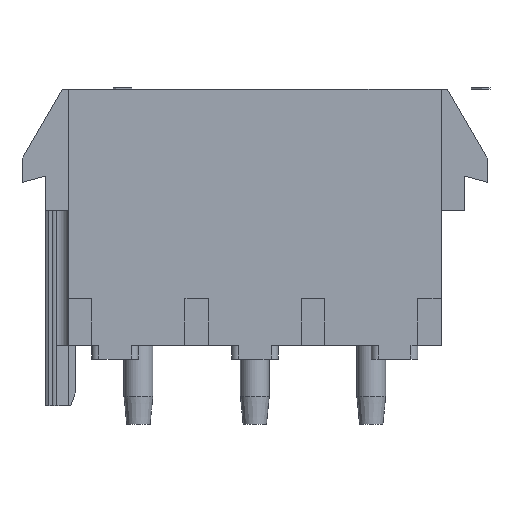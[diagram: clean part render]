
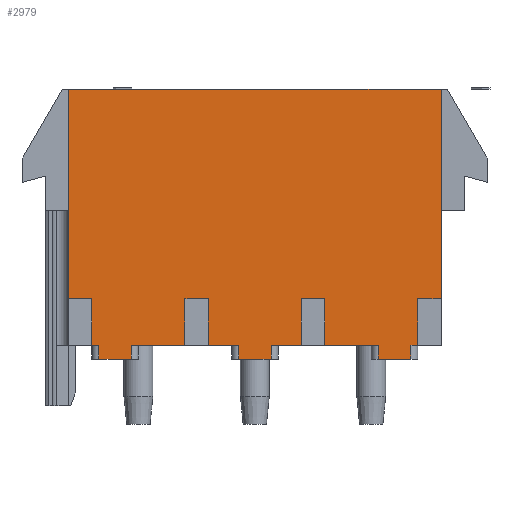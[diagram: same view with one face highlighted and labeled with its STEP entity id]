
A CAD part, front view. The second image highlights one B-rep face of the part: STEP entity #2979.
In plain terms, the highlighted planar face has unit normal (0, -1, 0).
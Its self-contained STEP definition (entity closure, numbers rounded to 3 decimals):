
#246=DIRECTION('',(0.,0.,-1.));
#247=VECTOR('',#246,11.43);
#248=CARTESIAN_POINT('',(-10.16,-3.81,0.));
#249=LINE('',#248,#247);
#444=DIRECTION('',(1.,0.,0.));
#445=VECTOR('',#444,0.381);
#446=CARTESIAN_POINT('',(-8.89,-3.81,-13.97));
#447=LINE('',#446,#445);
#462=DIRECTION('',(1.,0.,0.));
#463=VECTOR('',#462,2.921);
#464=CARTESIAN_POINT('',(-6.731,-3.81,-13.97));
#465=LINE('',#464,#463);
#470=DIRECTION('',(1.,0.,0.));
#471=VECTOR('',#470,1.651);
#472=CARTESIAN_POINT('',(-2.54,-3.81,-13.97));
#473=LINE('',#472,#471);
#488=DIRECTION('',(1.,0.,0.));
#489=VECTOR('',#488,1.651);
#490=CARTESIAN_POINT('',(0.889,-3.81,-13.97));
#491=LINE('',#490,#489);
#496=DIRECTION('',(1.,0.,0.));
#497=VECTOR('',#496,2.921);
#498=CARTESIAN_POINT('',(3.81,-3.81,-13.97));
#499=LINE('',#498,#497);
#514=DIRECTION('',(1.,0.,0.));
#515=VECTOR('',#514,0.381);
#516=CARTESIAN_POINT('',(8.509,-3.81,-13.97));
#517=LINE('',#516,#515);
#739=DIRECTION('',(0.,0.,-1.));
#740=VECTOR('',#739,0.762);
#741=CARTESIAN_POINT('',(0.889,-3.81,-13.97));
#742=LINE('',#741,#740);
#743=DIRECTION('',(0.,0.,1.));
#744=VECTOR('',#743,2.54);
#745=CARTESIAN_POINT('',(-2.54,-3.81,-13.97));
#746=LINE('',#745,#744);
#747=DIRECTION('',(1.,0.,0.));
#748=VECTOR('',#747,1.27);
#749=CARTESIAN_POINT('',(-3.81,-3.81,-11.43));
#750=LINE('',#749,#748);
#751=DIRECTION('',(0.,0.,1.));
#752=VECTOR('',#751,2.54);
#753=CARTESIAN_POINT('',(-3.81,-3.81,-13.97));
#754=LINE('',#753,#752);
#755=DIRECTION('',(0.,0.,-1.));
#756=VECTOR('',#755,0.762);
#757=CARTESIAN_POINT('',(-6.731,-3.81,-13.97));
#758=LINE('',#757,#756);
#759=DIRECTION('',(0.,0.,1.));
#760=VECTOR('',#759,2.54);
#761=CARTESIAN_POINT('',(-8.89,-3.81,-13.97));
#762=LINE('',#761,#760);
#763=DIRECTION('',(1.,0.,0.));
#764=VECTOR('',#763,1.27);
#765=CARTESIAN_POINT('',(-10.16,-3.81,-11.43));
#766=LINE('',#765,#764);
#767=DIRECTION('',(1.,0.,0.));
#768=VECTOR('',#767,20.32);
#769=CARTESIAN_POINT('',(-10.16,-3.81,0.));
#770=LINE('',#769,#768);
#771=DIRECTION('',(-1.,0.,0.));
#772=VECTOR('',#771,1.27);
#773=CARTESIAN_POINT('',(10.16,-3.81,-11.43));
#774=LINE('',#773,#772);
#775=DIRECTION('',(0.,0.,1.));
#776=VECTOR('',#775,2.54);
#777=CARTESIAN_POINT('',(8.89,-3.81,-13.97));
#778=LINE('',#777,#776);
#779=DIRECTION('',(0.,0.,-1.));
#780=VECTOR('',#779,0.762);
#781=CARTESIAN_POINT('',(8.509,-3.81,-13.97));
#782=LINE('',#781,#780);
#783=DIRECTION('',(0.,0.,1.));
#784=VECTOR('',#783,2.54);
#785=CARTESIAN_POINT('',(3.81,-3.81,-13.97));
#786=LINE('',#785,#784);
#787=DIRECTION('',(1.,0.,0.));
#788=VECTOR('',#787,1.27);
#789=CARTESIAN_POINT('',(2.54,-3.81,-11.43));
#790=LINE('',#789,#788);
#791=DIRECTION('',(0.,0.,1.));
#792=VECTOR('',#791,2.54);
#793=CARTESIAN_POINT('',(2.54,-3.81,-13.97));
#794=LINE('',#793,#792);
#803=DIRECTION('',(0.,0.,-1.));
#804=VECTOR('',#803,0.762);
#805=CARTESIAN_POINT('',(-0.889,-3.81,-13.97));
#806=LINE('',#805,#804);
#812=DIRECTION('',(-1.,0.,0.));
#813=VECTOR('',#812,1.778);
#814=CARTESIAN_POINT('',(-6.731,-3.81,-14.732));
#815=LINE('',#814,#813);
#866=DIRECTION('',(-1.,0.,0.));
#867=VECTOR('',#866,1.778);
#868=CARTESIAN_POINT('',(0.889,-3.81,-14.732));
#869=LINE('',#868,#867);
#879=DIRECTION('',(-1.,0.,0.));
#880=VECTOR('',#879,1.778);
#881=CARTESIAN_POINT('',(8.509,-3.81,-14.732));
#882=LINE('',#881,#880);
#915=DIRECTION('',(0.,0.,-1.));
#916=VECTOR('',#915,0.762);
#917=CARTESIAN_POINT('',(-8.509,-3.81,-13.97));
#918=LINE('',#917,#916);
#983=DIRECTION('',(0.,0.,-1.));
#984=VECTOR('',#983,11.43);
#985=CARTESIAN_POINT('',(10.16,-3.81,0.));
#986=LINE('',#985,#984);
#1163=DIRECTION('',(0.,0.,-1.));
#1164=VECTOR('',#1163,0.762);
#1165=CARTESIAN_POINT('',(6.731,-3.81,-13.97));
#1166=LINE('',#1165,#1164);
#1789=CARTESIAN_POINT('',(10.16,-3.81,0.));
#1790=VERTEX_POINT('',#1789);
#1807=CARTESIAN_POINT('',(8.89,-3.81,-13.97));
#1808=VERTEX_POINT('',#1807);
#1809=CARTESIAN_POINT('',(8.89,-3.81,-11.43));
#1810=VERTEX_POINT('',#1809);
#1811=CARTESIAN_POINT('',(10.16,-3.81,-11.43));
#1812=VERTEX_POINT('',#1811);
#1825=CARTESIAN_POINT('',(-10.16,-3.81,0.));
#1826=VERTEX_POINT('',#1825);
#1859=CARTESIAN_POINT('',(-10.16,-3.81,-11.43));
#1860=VERTEX_POINT('',#1859);
#1861=CARTESIAN_POINT('',(-8.89,-3.81,-13.97));
#1862=CARTESIAN_POINT('',(-8.509,-3.81,-13.97));
#1863=VERTEX_POINT('',#1861);
#1864=VERTEX_POINT('',#1862);
#1865=CARTESIAN_POINT('',(3.81,-3.81,-13.97));
#1866=CARTESIAN_POINT('',(6.731,-3.81,-13.97));
#1867=VERTEX_POINT('',#1865);
#1868=VERTEX_POINT('',#1866);
#1869=CARTESIAN_POINT('',(8.509,-3.81,-13.97));
#1870=VERTEX_POINT('',#1869);
#1927=CARTESIAN_POINT('',(2.54,-3.81,-13.97));
#1928=CARTESIAN_POINT('',(2.54,-3.81,-11.43));
#1929=VERTEX_POINT('',#1927);
#1930=VERTEX_POINT('',#1928);
#1931=CARTESIAN_POINT('',(3.81,-3.81,-11.43));
#1932=VERTEX_POINT('',#1931);
#1933=CARTESIAN_POINT('',(-8.89,-3.81,-11.43));
#1934=VERTEX_POINT('',#1933);
#1935=CARTESIAN_POINT('',(-3.81,-3.81,-13.97));
#1936=CARTESIAN_POINT('',(-3.81,-3.81,-11.43));
#1937=VERTEX_POINT('',#1935);
#1938=VERTEX_POINT('',#1936);
#1939=CARTESIAN_POINT('',(-2.54,-3.81,-11.43));
#1940=VERTEX_POINT('',#1939);
#1941=CARTESIAN_POINT('',(-2.54,-3.81,-13.97));
#1942=VERTEX_POINT('',#1941);
#1943=CARTESIAN_POINT('',(-0.889,-3.81,-13.97));
#1944=VERTEX_POINT('',#1943);
#1945=CARTESIAN_POINT('',(-8.509,-3.81,-14.732));
#1947=VERTEX_POINT('',#1945);
#1951=CARTESIAN_POINT('',(-6.731,-3.81,-14.732));
#1952=VERTEX_POINT('',#1951);
#1969=CARTESIAN_POINT('',(-0.889,-3.81,-14.732));
#1971=VERTEX_POINT('',#1969);
#1975=CARTESIAN_POINT('',(0.889,-3.81,-14.732));
#1976=VERTEX_POINT('',#1975);
#1977=CARTESIAN_POINT('',(8.509,-3.81,-14.732));
#1978=CARTESIAN_POINT('',(6.731,-3.81,-14.732));
#1979=VERTEX_POINT('',#1977);
#1980=VERTEX_POINT('',#1978);
#1997=CARTESIAN_POINT('',(-6.731,-3.81,-13.97));
#1998=VERTEX_POINT('',#1997);
#2011=CARTESIAN_POINT('',(0.889,-3.81,-13.97));
#2012=VERTEX_POINT('',#2011);
#2925=CARTESIAN_POINT('',(-10.16,-3.81,0.));
#2926=DIRECTION('',(0.,-1.,0.));
#2927=DIRECTION('',(0.,0.,-1.));
#2928=AXIS2_PLACEMENT_3D('',#2925,#2926,#2927);
#2929=PLANE('',#2928);
#2930=ORIENTED_EDGE('',*,*,#2663,.F.);
#2932=ORIENTED_EDGE('',*,*,#2931,.T.);
#2934=ORIENTED_EDGE('',*,*,#2933,.T.);
#2936=ORIENTED_EDGE('',*,*,#2935,.F.);
#2937=ORIENTED_EDGE('',*,*,#2655,.F.);
#2939=ORIENTED_EDGE('',*,*,#2938,.T.);
#2941=ORIENTED_EDGE('',*,*,#2940,.F.);
#2943=ORIENTED_EDGE('',*,*,#2942,.F.);
#2944=ORIENTED_EDGE('',*,*,#2647,.F.);
#2946=ORIENTED_EDGE('',*,*,#2945,.T.);
#2948=ORIENTED_EDGE('',*,*,#2947,.T.);
#2950=ORIENTED_EDGE('',*,*,#2949,.F.);
#2951=ORIENTED_EDGE('',*,*,#2639,.F.);
#2953=ORIENTED_EDGE('',*,*,#2952,.T.);
#2955=ORIENTED_EDGE('',*,*,#2954,.F.);
#2956=ORIENTED_EDGE('',*,*,#2355,.F.);
#2957=ORIENTED_EDGE('',*,*,#2282,.T.);
#2959=ORIENTED_EDGE('',*,*,#2958,.T.);
#2961=ORIENTED_EDGE('',*,*,#2960,.T.);
#2962=ORIENTED_EDGE('',*,*,#2917,.F.);
#2963=ORIENTED_EDGE('',*,*,#2679,.F.);
#2965=ORIENTED_EDGE('',*,*,#2964,.T.);
#2967=ORIENTED_EDGE('',*,*,#2966,.T.);
#2969=ORIENTED_EDGE('',*,*,#2968,.F.);
#2970=ORIENTED_EDGE('',*,*,#2671,.F.);
#2972=ORIENTED_EDGE('',*,*,#2971,.T.);
#2974=ORIENTED_EDGE('',*,*,#2973,.F.);
#2976=ORIENTED_EDGE('',*,*,#2975,.F.);
#2977=EDGE_LOOP('',(#2930,#2932,#2934,#2936,#2937,#2939,#2941,#2943,#2944,#2946,
#2948,#2950,#2951,#2953,#2955,#2956,#2957,#2959,#2961,#2962,#2963,#2965,#2967,
#2969,#2970,#2972,#2974,#2976));
#2978=FACE_OUTER_BOUND('',#2977,.F.);
#2282=EDGE_CURVE('',#1826,#1790,#770,.T.);
#2355=EDGE_CURVE('',#1826,#1860,#249,.T.);
#2639=EDGE_CURVE('',#1863,#1864,#447,.T.);
#2647=EDGE_CURVE('',#1998,#1937,#465,.T.);
#2655=EDGE_CURVE('',#1942,#1944,#473,.T.);
#2663=EDGE_CURVE('',#2012,#1929,#491,.T.);
#2671=EDGE_CURVE('',#1867,#1868,#499,.T.);
#2679=EDGE_CURVE('',#1870,#1808,#517,.T.);
#2917=EDGE_CURVE('',#1808,#1810,#778,.T.);
#2931=EDGE_CURVE('',#2012,#1976,#742,.T.);
#2933=EDGE_CURVE('',#1976,#1971,#869,.T.);
#2935=EDGE_CURVE('',#1944,#1971,#806,.T.);
#2938=EDGE_CURVE('',#1942,#1940,#746,.T.);
#2940=EDGE_CURVE('',#1938,#1940,#750,.T.);
#2942=EDGE_CURVE('',#1937,#1938,#754,.T.);
#2945=EDGE_CURVE('',#1998,#1952,#758,.T.);
#2947=EDGE_CURVE('',#1952,#1947,#815,.T.);
#2949=EDGE_CURVE('',#1864,#1947,#918,.T.);
#2952=EDGE_CURVE('',#1863,#1934,#762,.T.);
#2954=EDGE_CURVE('',#1860,#1934,#766,.T.);
#2958=EDGE_CURVE('',#1790,#1812,#986,.T.);
#2960=EDGE_CURVE('',#1812,#1810,#774,.T.);
#2964=EDGE_CURVE('',#1870,#1979,#782,.T.);
#2966=EDGE_CURVE('',#1979,#1980,#882,.T.);
#2968=EDGE_CURVE('',#1868,#1980,#1166,.T.);
#2971=EDGE_CURVE('',#1867,#1932,#786,.T.);
#2973=EDGE_CURVE('',#1930,#1932,#790,.T.);
#2975=EDGE_CURVE('',#1929,#1930,#794,.T.);
#2979=ADVANCED_FACE('',(#2978),#2929,.T.);
